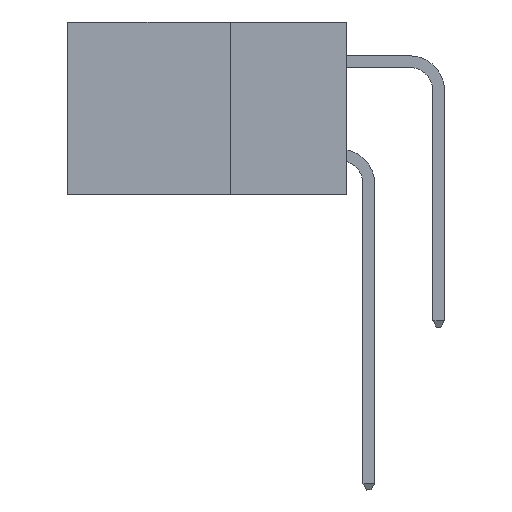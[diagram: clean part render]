
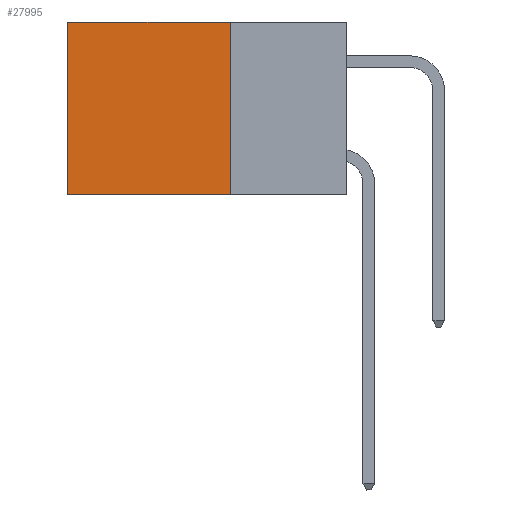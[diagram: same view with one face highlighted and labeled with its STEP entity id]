
A CAD part, left-side view. The second image highlights one B-rep face of the part: STEP entity #27995.
In plain terms, the highlighted planar face has unit normal (-1, 0, 0).
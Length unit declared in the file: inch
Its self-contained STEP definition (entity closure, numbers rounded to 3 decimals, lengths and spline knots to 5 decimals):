
#1731 = DIRECTION ( 'NONE',  ( 0., 1., 0. ) ) ;
#2204 = DIRECTION ( 'NONE',  ( 0., 1., 0. ) ) ;
#2816 = EDGE_CURVE ( 'NONE', #29203, #5999, #33536, .T. ) ;
#3904 = PLANE ( 'NONE',  #14693 ) ;
#4069 = CARTESIAN_POINT ( 'NONE',  ( 0.2875, 0.6, 0. ) ) ;
#4774 = EDGE_CURVE ( 'NONE', #21879, #29203, #15925, .T. ) ;
#5999 = VERTEX_POINT ( 'NONE', #8959 ) ;
#6185 = VECTOR ( 'NONE', #2204, 39.37008 ) ;
#6517 = ORIENTED_EDGE ( 'NONE', *, *, #34309, .F. ) ;
#7236 = LINE ( 'NONE', #20724, #15804 ) ;
#7412 = CARTESIAN_POINT ( 'NONE',  ( 0.2875, 0.25, 0. ) ) ;
#7599 = DIRECTION ( 'NONE',  ( 0., 0., -1. ) ) ;
#8353 = VERTEX_POINT ( 'NONE', #12595 ) ;
#8959 = CARTESIAN_POINT ( 'NONE',  ( 0.2875, 0.6, -0.37 ) ) ;
#9831 = VECTOR ( 'NONE', #33188, 39.37008 ) ;
#12069 = DIRECTION ( 'NONE',  ( 0., 0., -1. ) ) ;
#12595 = CARTESIAN_POINT ( 'NONE',  ( 0.2875, 0.25, -0.37 ) ) ;
#12731 = ORIENTED_EDGE ( 'NONE', *, *, #2816, .T. ) ;
#14555 = DIRECTION ( 'NONE',  ( 1., 0., 0. ) ) ;
#14693 = AXIS2_PLACEMENT_3D ( 'NONE', #31234, #14555, #12069 ) ;
#15153 = LINE ( 'NONE', #20481, #6185 ) ;
#15804 = VECTOR ( 'NONE', #7599, 39.37008 ) ;
#15925 = LINE ( 'NONE', #7412, #31932 ) ;
#17215 = ORIENTED_EDGE ( 'NONE', *, *, #4774, .T. ) ;
#17243 = ORIENTED_EDGE ( 'NONE', *, *, #26037, .F. ) ;
#17387 = FACE_OUTER_BOUND ( 'NONE', #28099, .T. ) ;
#20481 = CARTESIAN_POINT ( 'NONE',  ( 0.2875, 0.25, -0.37 ) ) ;
#20724 = CARTESIAN_POINT ( 'NONE',  ( 0.2875, 0.25, 0. ) ) ;
#21879 = VERTEX_POINT ( 'NONE', #25545 ) ;
#25545 = CARTESIAN_POINT ( 'NONE',  ( 0.2875, 0.25, 0. ) ) ;
#26037 = EDGE_CURVE ( 'NONE', #8353, #5999, #15153, .T. ) ;
#27995 = ADVANCED_FACE ( 'NONE', ( #17387 ), #3904, .F. ) ;
#28099 = EDGE_LOOP ( 'NONE', ( #12731, #17243, #6517, #17215 ) ) ;
#29203 = VERTEX_POINT ( 'NONE', #33721 ) ;
#31234 = CARTESIAN_POINT ( 'NONE',  ( 0.2875, 0.25, 0. ) ) ;
#31932 = VECTOR ( 'NONE', #1731, 39.37008 ) ;
#33188 = DIRECTION ( 'NONE',  ( 0., 0., -1. ) ) ;
#33536 = LINE ( 'NONE', #4069, #9831 ) ;
#33721 = CARTESIAN_POINT ( 'NONE',  ( 0.2875, 0.6, 0. ) ) ;
#34309 = EDGE_CURVE ( 'NONE', #21879, #8353, #7236, .T. ) ;
